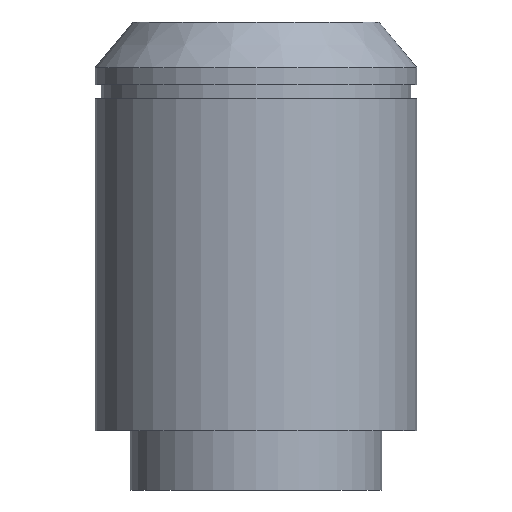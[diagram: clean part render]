
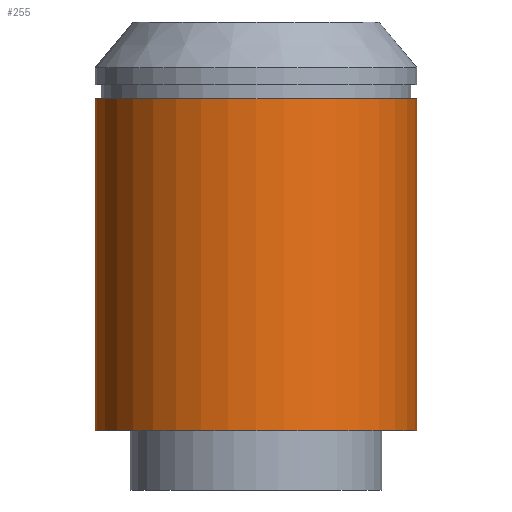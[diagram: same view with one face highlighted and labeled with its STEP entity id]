
A CAD part, front view. The second image highlights one B-rep face of the part: STEP entity #255.
In plain terms, the highlighted cylindrical face has radius 13 mm (diameter 26 mm), a partial arc.
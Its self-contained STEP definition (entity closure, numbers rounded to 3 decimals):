
#13 = CARTESIAN_POINT ( 'NONE',  ( 13., 0., 4. ) ) ;
#29 = ORIENTED_EDGE ( 'NONE', *, *, #288, .T. ) ;
#40 = ORIENTED_EDGE ( 'NONE', *, *, #127, .T. ) ;
#41 = EDGE_CURVE ( 'NONE', #564, #72, #468, .T. ) ;
#48 = CIRCLE ( 'NONE', #346, 13. ) ;
#60 = DIRECTION ( 'NONE',  ( 0., 0., 1. ) ) ;
#72 = VERTEX_POINT ( 'NONE', #361 ) ;
#73 = AXIS2_PLACEMENT_3D ( 'NONE', #550, #275, #237 ) ;
#91 = CARTESIAN_POINT ( 'NONE',  ( 13., 0., 30.81 ) ) ;
#95 = CARTESIAN_POINT ( 'NONE',  ( -13., 0., 4. ) ) ;
#108 = DIRECTION ( 'NONE',  ( 0., 0., 1. ) ) ;
#127 = EDGE_CURVE ( 'NONE', #564, #149, #548, .T. ) ;
#134 = VECTOR ( 'NONE', #364, 1000. ) ;
#149 = VERTEX_POINT ( 'NONE', #13 ) ;
#206 = CARTESIAN_POINT ( 'NONE',  ( -13., 0., 0. ) ) ;
#237 = DIRECTION ( 'NONE',  ( 1., 0., 0. ) ) ;
#238 = ORIENTED_EDGE ( 'NONE', *, *, #399, .F. ) ;
#242 = CARTESIAN_POINT ( 'NONE',  ( 0., 0., 30.81 ) ) ;
#255 = ADVANCED_FACE ( 'NONE', ( #557 ), #526, .T. ) ;
#267 = CARTESIAN_POINT ( 'NONE',  ( 0., 0., 4. ) ) ;
#275 = DIRECTION ( 'NONE',  ( 0., 0., 1. ) ) ;
#288 = EDGE_CURVE ( 'NONE', #149, #322, #414, .T. ) ;
#307 = EDGE_LOOP ( 'NONE', ( #471, #40, #29, #238 ) ) ;
#314 = DIRECTION ( 'NONE',  ( 1., 0., 0. ) ) ;
#322 = VERTEX_POINT ( 'NONE', #91 ) ;
#336 = AXIS2_PLACEMENT_3D ( 'NONE', #267, #60, #314 ) ;
#346 = AXIS2_PLACEMENT_3D ( 'NONE', #242, #470, #515 ) ;
#361 = CARTESIAN_POINT ( 'NONE',  ( -13., 0., 30.81 ) ) ;
#364 = DIRECTION ( 'NONE',  ( 0., 0., 1. ) ) ;
#365 = VECTOR ( 'NONE', #108, 1000. ) ;
#399 = EDGE_CURVE ( 'NONE', #72, #322, #48, .T. ) ;
#411 = CARTESIAN_POINT ( 'NONE',  ( 13., 0., 0. ) ) ;
#414 = LINE ( 'NONE', #411, #134 ) ;
#468 = LINE ( 'NONE', #206, #365 ) ;
#470 = DIRECTION ( 'NONE',  ( 0., 0., 1. ) ) ;
#471 = ORIENTED_EDGE ( 'NONE', *, *, #41, .F. ) ;
#515 = DIRECTION ( 'NONE',  ( 1., 0., 0. ) ) ;
#526 = CYLINDRICAL_SURFACE ( 'NONE', #73, 13. ) ;
#548 = CIRCLE ( 'NONE', #336, 13. ) ;
#550 = CARTESIAN_POINT ( 'NONE',  ( 0., 0., 0. ) ) ;
#557 = FACE_OUTER_BOUND ( 'NONE', #307, .T. ) ;
#564 = VERTEX_POINT ( 'NONE', #95 ) ;
